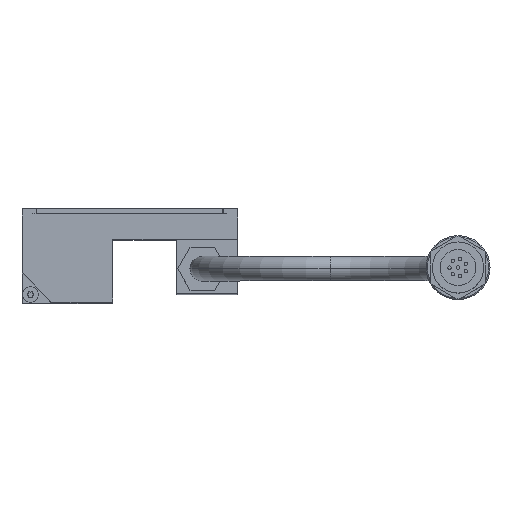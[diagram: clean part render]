
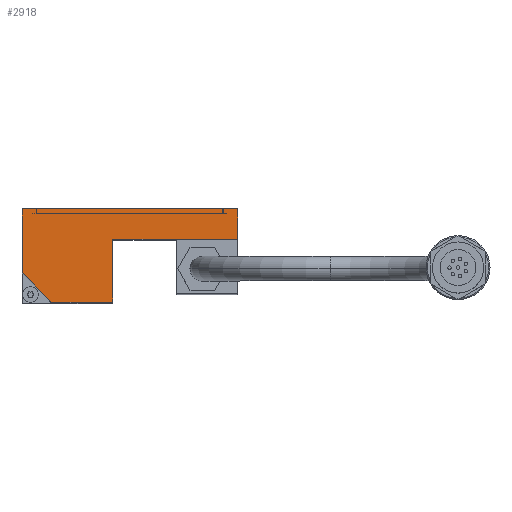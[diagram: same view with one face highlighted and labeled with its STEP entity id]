
A CAD part, top view. The second image highlights one B-rep face of the part: STEP entity #2918.
In plain terms, the highlighted planar face has unit normal (0, 0, 1).
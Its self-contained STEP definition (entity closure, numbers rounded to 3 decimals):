
#2340 = EDGE_CURVE( '', #2562, #3998, #6192, .T. );
#2562 = VERTEX_POINT( '', #6446 );
#2578 = VERTEX_POINT( '', #6465 );
#2650 = EDGE_CURVE( '', #4946, #5152, #6542, .T. );
#2692 = VERTEX_POINT( '', #6588 );
#2812 = EDGE_CURVE( '', #3858, #4946, #6727, .T. );
#2836 = VERTEX_POINT( '', #6753 );
#2900 = EDGE_CURVE( '', #5152, #2692, #6825, .T. );
#2918 = ADVANCED_FACE( '', ( #6843 ), #6844, .T. );
#3858 = VERTEX_POINT( '', #7885 );
#3998 = VERTEX_POINT( '', #8042 );
#4364 = EDGE_CURVE( '', #2836, #3858, #8438, .T. );
#4500 = VERTEX_POINT( '', #8586 );
#4810 = EDGE_CURVE( '', #4500, #5184, #8939, .T. );
#4912 = EDGE_CURVE( '', #5184, #2836, #9051, .T. );
#4934 = EDGE_CURVE( '', #2578, #4500, #9076, .T. );
#4946 = VERTEX_POINT( '', #9088 );
#5152 = VERTEX_POINT( '', #9320 );
#5184 = VERTEX_POINT( '', #9358 );
#5464 = EDGE_CURVE( '', #3998, #2578, #9667, .T. );
#5636 = EDGE_CURVE( '', #2692, #2562, #9856, .T. );
#6192 = LINE( '', #10563, #10564 );
#6446 = CARTESIAN_POINT( '', ( -28.8, 8.95, 0. ) );
#6465 = CARTESIAN_POINT( '', ( -7.6, 1.95, 0. ) );
#6542 = LINE( '', #11030, #11031 );
#6588 = CARTESIAN_POINT( '', ( -28.8, 23.9, 0. ) );
#6727 = LINE( '', #11270, #11271 );
#6753 = CARTESIAN_POINT( '', ( 21.8, 16.8, 0. ) );
#6825 = LINE( '', #11389, #11390 );
#6843 = FACE_OUTER_BOUND( '', #11413, .T. );
#6844 = PLANE( '', #11414 );
#7885 = CARTESIAN_POINT( '', ( 21.8, 23.9, 0. ) );
#8042 = CARTESIAN_POINT( '', ( -21.8, 1.95, 0. ) );
#8438 = LINE( '', #13551, #13552 );
#8586 = CARTESIAN_POINT( '', ( -7.5, 2.05, 0. ) );
#8939 = LINE( '', #14222, #14223 );
#9051 = LINE( '', #14378, #14379 );
#9076 = LINE( '', #14409, #14410 );
#9088 = CARTESIAN_POINT( '', ( 21.7, 24., 0. ) );
#9320 = CARTESIAN_POINT( '', ( -28.7, 24., 0. ) );
#9358 = CARTESIAN_POINT( '', ( -7.5, 16.8, 0. ) );
#9667 = LINE( '', #15193, #15194 );
#9856 = LINE( '', #15448, #15449 );
#10563 = CARTESIAN_POINT( '', ( -15.863, -3.988, 0. ) );
#10564 = VECTOR( '', #16136, 1. );
#11030 = CARTESIAN_POINT( '', ( 21.7, 24., 0. ) );
#11031 = VECTOR( '', #16596, 1. );
#11270 = CARTESIAN_POINT( '', ( 21.8, 23.9, 0. ) );
#11271 = VECTOR( '', #16838, 1. );
#11389 = CARTESIAN_POINT( '', ( -28.7, 24., 0. ) );
#11390 = VECTOR( '', #16951, 1. );
#11413 = EDGE_LOOP( '', ( #16958, #16959, #16960, #16961, #16962, #16963, #16964, #16965, #16966, #16967 ) );
#11414 = AXIS2_PLACEMENT_3D( '', #16968, #16969, #16970 );
#13551 = CARTESIAN_POINT( '', ( 21.8, 4.15, 0. ) );
#13552 = VECTOR( '', #18897, 1. );
#14222 = CARTESIAN_POINT( '', ( -7.5, 2.05, 0. ) );
#14223 = VECTOR( '', #19498, 1. );
#14378 = CARTESIAN_POINT( '', ( -7.5, 16.8, 0. ) );
#14379 = VECTOR( '', #19619, 1. );
#14409 = CARTESIAN_POINT( '', ( -7.6, 1.95, 0. ) );
#14410 = VECTOR( '', #19649, 1. );
#15193 = CARTESIAN_POINT( '', ( -28.7, 1.95, 0. ) );
#15194 = VECTOR( '', #20372, 1. );
#15448 = CARTESIAN_POINT( '', ( -28.8, 23.9, 0. ) );
#15449 = VECTOR( '', #20584, 1. );
#16136 = DIRECTION( '', ( 0.707, -0.707, 0. ) );
#16596 = DIRECTION( '', ( -1., 0., 0. ) );
#16838 = DIRECTION( '', ( -0.707, 0.707, 0. ) );
#16951 = DIRECTION( '', ( -0.707, -0.707, 0. ) );
#16958 = ORIENTED_EDGE( '', *, *, #2340, .T. );
#16959 = ORIENTED_EDGE( '', *, *, #5464, .T. );
#16960 = ORIENTED_EDGE( '', *, *, #4934, .T. );
#16961 = ORIENTED_EDGE( '', *, *, #4810, .T. );
#16962 = ORIENTED_EDGE( '', *, *, #4912, .T. );
#16963 = ORIENTED_EDGE( '', *, *, #4364, .T. );
#16964 = ORIENTED_EDGE( '', *, *, #2812, .T. );
#16965 = ORIENTED_EDGE( '', *, *, #2650, .T. );
#16966 = ORIENTED_EDGE( '', *, *, #2900, .T. );
#16967 = ORIENTED_EDGE( '', *, *, #5636, .T. );
#16968 = CARTESIAN_POINT( '', ( 0., 0., 0. ) );
#16969 = DIRECTION( '', ( 0., 0., 1. ) );
#16970 = DIRECTION( '', ( 1., 0., 0. ) );
#18897 = DIRECTION( '', ( 0., 1., 0. ) );
#19498 = DIRECTION( '', ( 0., 1., 0. ) );
#19619 = DIRECTION( '', ( 1., 0., 0. ) );
#19649 = DIRECTION( '', ( 0.707, 0.707, 0. ) );
#20372 = DIRECTION( '', ( 1., 0., 0. ) );
#20584 = DIRECTION( '', ( 0., -1., 0. ) );
